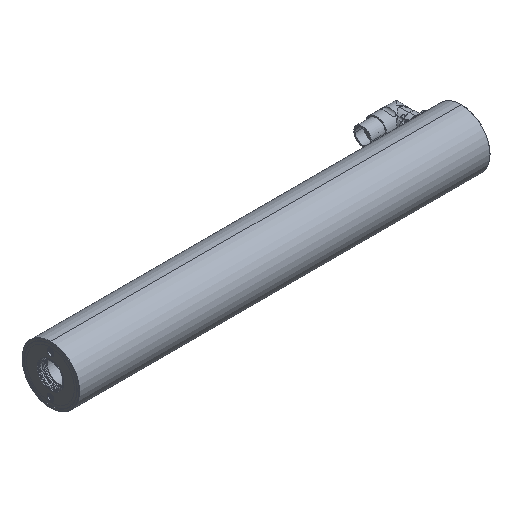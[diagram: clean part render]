
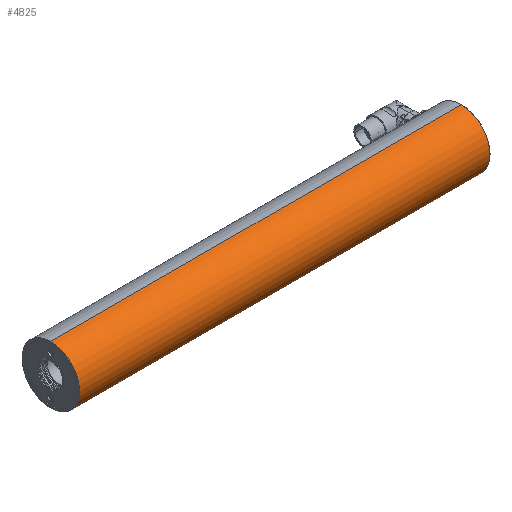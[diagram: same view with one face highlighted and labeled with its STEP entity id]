
A CAD part, isometric view. The second image highlights one B-rep face of the part: STEP entity #4825.
In plain terms, the highlighted cylindrical face has radius 35 mm (diameter 70 mm), a partial arc.
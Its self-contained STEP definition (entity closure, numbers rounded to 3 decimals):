
#697 = DIRECTION ( 'NONE',  ( 1., 0., 0. ) ) ;
#757 = CARTESIAN_POINT ( 'NONE',  ( -500., 0., -35. ) ) ;
#1151 = DIRECTION ( 'NONE',  ( 1., 0., 0. ) ) ;
#1310 = DIRECTION ( 'NONE',  ( 0., 0., -1. ) ) ;
#1318 = VECTOR ( 'NONE', #1151, 1000. ) ;
#1338 = EDGE_CURVE ( 'NONE', #10790, #13802, #10574, .T. ) ;
#1388 = CARTESIAN_POINT ( 'NONE',  ( -499.6, 0., 0. ) ) ;
#1543 = EDGE_CURVE ( 'NONE', #3897, #10790, #17054, .T. ) ;
#2178 = CARTESIAN_POINT ( 'NONE',  ( -500., 0., 0. ) ) ;
#2313 = CYLINDRICAL_SURFACE ( 'NONE', #18110, 35. ) ;
#3010 = DIRECTION ( 'NONE',  ( 1., 0., 0. ) ) ;
#3080 = ORIENTED_EDGE ( 'NONE', *, *, #3718, .T. ) ;
#3328 = CARTESIAN_POINT ( 'NONE',  ( -0.4, 0., -35. ) ) ;
#3634 = DIRECTION ( 'NONE',  ( 0., 0., -1. ) ) ;
#3718 = EDGE_CURVE ( 'NONE', #13802, #14432, #4426, .T. ) ;
#3897 = VERTEX_POINT ( 'NONE', #4579 ) ;
#4103 = ORIENTED_EDGE ( 'NONE', *, *, #1543, .T. ) ;
#4426 = CIRCLE ( 'NONE', #9921, 35. ) ;
#4452 = CARTESIAN_POINT ( 'NONE',  ( -0.4, 0., 0. ) ) ;
#4579 = CARTESIAN_POINT ( 'NONE',  ( -499.6, 0., 35. ) ) ;
#4825 = ADVANCED_FACE ( 'NONE', ( #9254 ), #2313, .T. ) ;
#5914 = DIRECTION ( 'NONE',  ( 0., 0., -1. ) ) ;
#6606 = VECTOR ( 'NONE', #697, 1000. ) ;
#8554 = DIRECTION ( 'NONE',  ( 1., 0., 0. ) ) ;
#9254 = FACE_OUTER_BOUND ( 'NONE', #16153, .T. ) ;
#9503 = ORIENTED_EDGE ( 'NONE', *, *, #12322, .F. ) ;
#9875 = CARTESIAN_POINT ( 'NONE',  ( -0.4, 0., 35. ) ) ;
#9921 = AXIS2_PLACEMENT_3D ( 'NONE', #4452, #17218, #5914 ) ;
#10574 = LINE ( 'NONE', #757, #6606 ) ;
#10790 = VERTEX_POINT ( 'NONE', #19975 ) ;
#12322 = EDGE_CURVE ( 'NONE', #3897, #14432, #18012, .T. ) ;
#13802 = VERTEX_POINT ( 'NONE', #3328 ) ;
#14432 = VERTEX_POINT ( 'NONE', #9875 ) ;
#15517 = CARTESIAN_POINT ( 'NONE',  ( -500., 0., 35. ) ) ;
#15803 = ORIENTED_EDGE ( 'NONE', *, *, #1338, .T. ) ;
#16153 = EDGE_LOOP ( 'NONE', ( #9503, #4103, #15803, #3080 ) ) ;
#17054 = CIRCLE ( 'NONE', #18714, 35. ) ;
#17218 = DIRECTION ( 'NONE',  ( -1., 0., 0. ) ) ;
#18012 = LINE ( 'NONE', #15517, #1318 ) ;
#18110 = AXIS2_PLACEMENT_3D ( 'NONE', #2178, #8554, #3634 ) ;
#18714 = AXIS2_PLACEMENT_3D ( 'NONE', #1388, #3010, #1310 ) ;
#19975 = CARTESIAN_POINT ( 'NONE',  ( -499.6, 0., -35. ) ) ;
